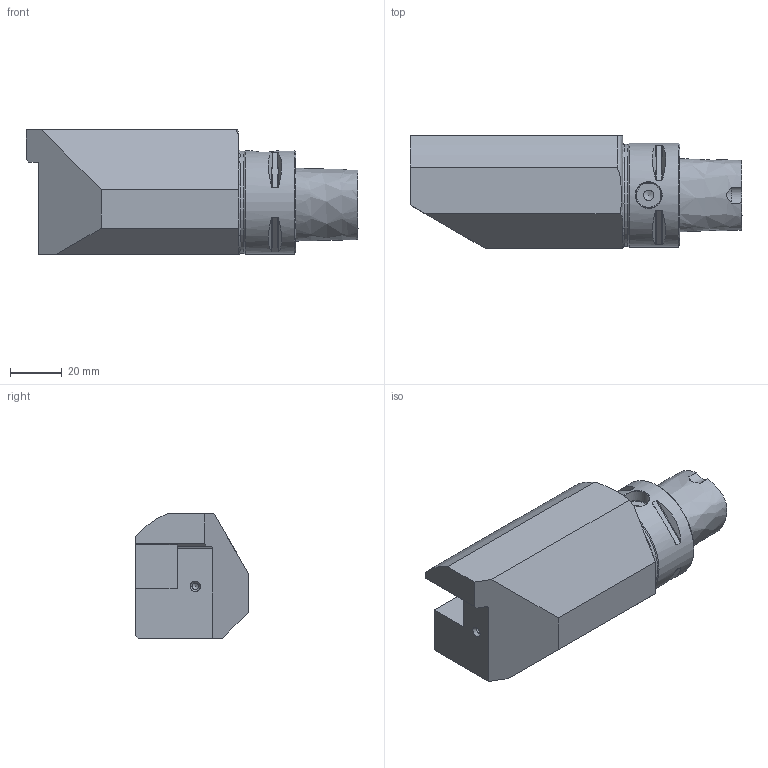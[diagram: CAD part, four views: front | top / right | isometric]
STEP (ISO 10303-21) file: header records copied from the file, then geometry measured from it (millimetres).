
FILE_DESCRIPTION(/* description */ (''),/* implementation_level */ '2;1');
FILE_NAME(/* name */ 'AC4-ASHR-16-1.stp',/* time_stamp */ '2024-11-19T10:58:03+03:00',/* author */ (''),/* organization */ (''),/* preprocessor_version */ 'ST-DEVELOPER v19.4',/* originating_system */ 'SIEMENS PLM Software NX2306.5001',/* authorisation */ '');
FILE_SCHEMA (('AUTOMOTIVE_DESIGN { 1 0 10303 214 3 1 1 1 }'));
Length unit declared in the file: millimetre
Products named in the file (1): AC4-ASHR-16-1-light_objects
Bounding box: 128 x 43.5 x 48 mm (x, y, z)
Volume: 159710.4 mm3; surface area: 23332.8 mm2
Topology: 1 solids, 1 shells, 68 faces, 173 edges, 113 vertices
Faces by surface type: plane 38, cylinder 18, cone 6, torus 4, bspline 2
Full cylindrical faces by diameter (mm): 2.5 x1, 4 x1, 10 x1, 39.4 x1, 40 x1
Entity records: 2637 total; most frequent: CARTESIAN_POINT 1099, ORIENTED_EDGE 298, DIRECTION 289, EDGE_CURVE 149, VERTEX_POINT 106, AXIS2_PLACEMENT_3D 103, EDGE_LOOP 89, LINE 83
